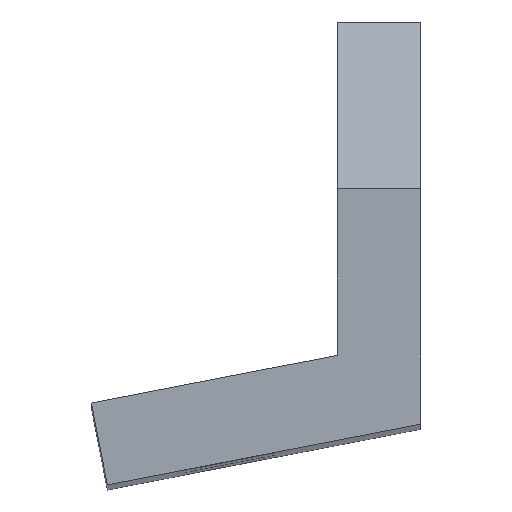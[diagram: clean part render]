
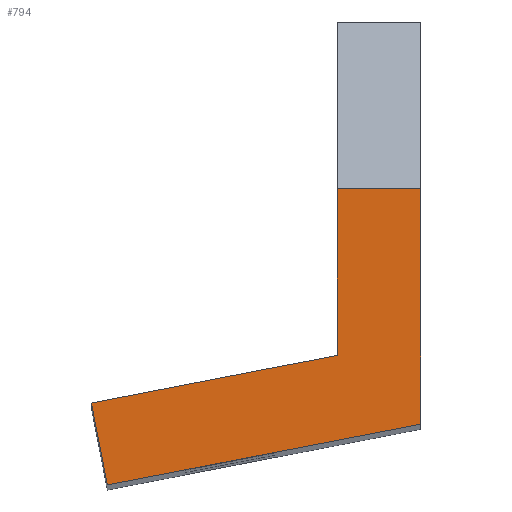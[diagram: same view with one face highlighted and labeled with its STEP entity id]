
A CAD part, top view. The second image highlights one B-rep face of the part: STEP entity #794.
In plain terms, the highlighted planar face has unit normal (0, 0, 1).
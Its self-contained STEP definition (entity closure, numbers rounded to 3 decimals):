
#3 = VECTOR ( 'NONE', #845, 1000. ) ;
#11 = ORIENTED_EDGE ( 'NONE', *, *, #908, .T. ) ;
#23 = VERTEX_POINT ( 'NONE', #909 ) ;
#46 = EDGE_CURVE ( 'NONE', #656, #515, #792, .T. ) ;
#59 = CARTESIAN_POINT ( 'NONE',  ( -15., 4.124, 175. ) ) ;
#68 = LINE ( 'NONE', #796, #228 ) ;
#99 = CARTESIAN_POINT ( 'NONE',  ( -29.726, 1.269, 175. ) ) ;
#106 = DIRECTION ( 'NONE',  ( 0., 0., -1. ) ) ;
#118 = DIRECTION ( 'NONE',  ( -1., 0., 0. ) ) ;
#145 = ORIENTED_EDGE ( 'NONE', *, *, #158, .T. ) ;
#158 = EDGE_CURVE ( 'NONE', #168, #462, #514, .T. ) ;
#168 = VERTEX_POINT ( 'NONE', #178 ) ;
#178 = CARTESIAN_POINT ( 'NONE',  ( -29.726, 1.269, 175. ) ) ;
#200 = CARTESIAN_POINT ( 'NONE',  ( -15., 14.124, 175. ) ) ;
#228 = VECTOR ( 'NONE', #483, 1000. ) ;
#277 = CARTESIAN_POINT ( 'NONE',  ( -15., 4.124, 175. ) ) ;
#288 = CARTESIAN_POINT ( 'NONE',  ( -10., 14.124, 175. ) ) ;
#291 = ORIENTED_EDGE ( 'NONE', *, *, #424, .F. ) ;
#299 = LINE ( 'NONE', #59, #334 ) ;
#319 = EDGE_CURVE ( 'NONE', #656, #23, #851, .T. ) ;
#324 = CARTESIAN_POINT ( 'NONE',  ( -10., 24.124, 175. ) ) ;
#329 = VECTOR ( 'NONE', #589, 1000. ) ;
#334 = VECTOR ( 'NONE', #956, 1000. ) ;
#397 = DIRECTION ( 'NONE',  ( 0., -1., 0. ) ) ;
#424 = EDGE_CURVE ( 'NONE', #23, #462, #68, .T. ) ;
#436 = FACE_OUTER_BOUND ( 'NONE', #818, .T. ) ;
#462 = VERTEX_POINT ( 'NONE', #477 ) ;
#477 = CARTESIAN_POINT ( 'NONE',  ( -28.774, -3.639, 175. ) ) ;
#483 = DIRECTION ( 'NONE',  ( -0.982, -0.19, 0. ) ) ;
#498 = VERTEX_POINT ( 'NONE', #277 ) ;
#506 = ORIENTED_EDGE ( 'NONE', *, *, #46, .T. ) ;
#514 = LINE ( 'NONE', #99, #929 ) ;
#515 = VERTEX_POINT ( 'NONE', #200 ) ;
#543 = VECTOR ( 'NONE', #397, 1000. ) ;
#589 = DIRECTION ( 'NONE',  ( -1., 0., 0. ) ) ;
#656 = VERTEX_POINT ( 'NONE', #288 ) ;
#658 = PLANE ( 'NONE',  #916 ) ;
#685 = DIRECTION ( 'NONE',  ( 0.19, -0.982, 0. ) ) ;
#691 = EDGE_CURVE ( 'NONE', #498, #168, #299, .T. ) ;
#792 = LINE ( 'NONE', #912, #329 ) ;
#794 = ADVANCED_FACE ( 'NONE', ( #436 ), #658, .F. ) ;
#796 = CARTESIAN_POINT ( 'NONE',  ( -10., 0., 175. ) ) ;
#808 = CARTESIAN_POINT ( 'NONE',  ( 0., 0., 175. ) ) ;
#818 = EDGE_LOOP ( 'NONE', ( #834, #506, #11, #836, #145, #291 ) ) ;
#834 = ORIENTED_EDGE ( 'NONE', *, *, #319, .F. ) ;
#836 = ORIENTED_EDGE ( 'NONE', *, *, #691, .T. ) ;
#845 = DIRECTION ( 'NONE',  ( 0., -1., 0. ) ) ;
#851 = LINE ( 'NONE', #324, #3 ) ;
#866 = CARTESIAN_POINT ( 'NONE',  ( -15., 24.124, 175. ) ) ;
#876 = LINE ( 'NONE', #866, #543 ) ;
#908 = EDGE_CURVE ( 'NONE', #515, #498, #876, .T. ) ;
#909 = CARTESIAN_POINT ( 'NONE',  ( -10., 0., 175. ) ) ;
#912 = CARTESIAN_POINT ( 'NONE',  ( 0., 14.124, 175. ) ) ;
#916 = AXIS2_PLACEMENT_3D ( 'NONE', #808, #106, #118 ) ;
#929 = VECTOR ( 'NONE', #685, 1000. ) ;
#956 = DIRECTION ( 'NONE',  ( -0.982, -0.19, 0. ) ) ;
